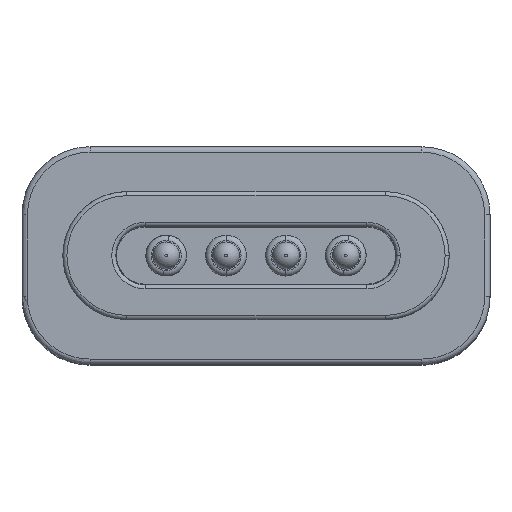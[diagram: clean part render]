
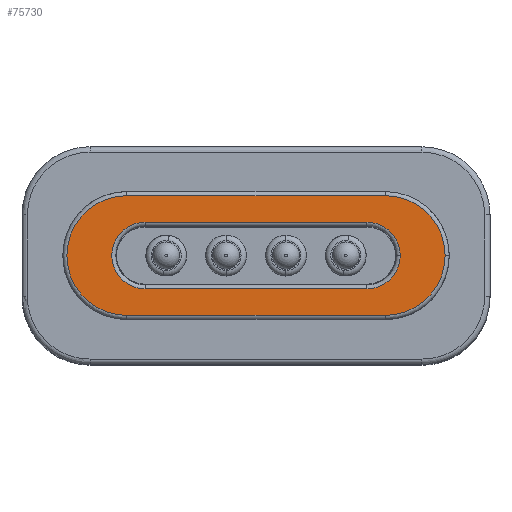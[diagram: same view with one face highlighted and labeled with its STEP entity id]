
A CAD part, top view. The second image highlights one B-rep face of the part: STEP entity #75730.
In plain terms, the highlighted planar face has unit normal (0, 0, 1).
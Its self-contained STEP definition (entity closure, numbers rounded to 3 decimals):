
#701 = LINE ( 'NONE', #55384, #22178 ) ;
#1553 = VERTEX_POINT ( 'NONE', #33862 ) ;
#3370 = ORIENTED_EDGE ( 'NONE', *, *, #117107, .T. ) ;
#3437 = DIRECTION ( 'NONE',  ( 0., 1., 0. ) ) ;
#5092 = DIRECTION ( 'NONE',  ( 1., 0., 0. ) ) ;
#7193 = VERTEX_POINT ( 'NONE', #16050 ) ;
#11970 = EDGE_CURVE ( 'NONE', #1553, #22018, #701, .T. ) ;
#12439 = DIRECTION ( 'NONE',  ( 0., -1., 0. ) ) ;
#15175 = CIRCLE ( 'NONE', #106913, 1.225 ) ;
#16050 = CARTESIAN_POINT ( 'NONE',  ( 5.3, 0., 2. ) ) ;
#17359 = VERTEX_POINT ( 'NONE', #76520 ) ;
#17850 = VERTEX_POINT ( 'NONE', #118983 ) ;
#18662 = AXIS2_PLACEMENT_3D ( 'NONE', #48997, #80393, #5092 ) ;
#20484 = EDGE_CURVE ( 'NONE', #116938, #17850, #46159, .T. ) ;
#20599 = DIRECTION ( 'NONE',  ( -1., 0., 0. ) ) ;
#20624 = AXIS2_PLACEMENT_3D ( 'NONE', #53567, #54250, #12439 ) ;
#22018 = VERTEX_POINT ( 'NONE', #63314 ) ;
#22178 = VECTOR ( 'NONE', #20599, 1000. ) ;
#23215 = EDGE_CURVE ( 'NONE', #74628, #7193, #56302, .T. ) ;
#24860 = EDGE_CURVE ( 'NONE', #7193, #1553, #15175, .T. ) ;
#27357 = CARTESIAN_POINT ( 'NONE',  ( -4.75, -2.2, 2. ) ) ;
#31492 = ORIENTED_EDGE ( 'NONE', *, *, #23215, .T. ) ;
#33566 = DIRECTION ( 'NONE',  ( 1., 0., 0. ) ) ;
#33862 = CARTESIAN_POINT ( 'NONE',  ( 4.075, -1.225, 2. ) ) ;
#33923 = DIRECTION ( 'NONE',  ( 0., 0., -1. ) ) ;
#34446 = AXIS2_PLACEMENT_3D ( 'NONE', #127542, #33923, #80332 ) ;
#39676 = ORIENTED_EDGE ( 'NONE', *, *, #20484, .T. ) ;
#43093 = DIRECTION ( 'NONE',  ( 1., 0., 0. ) ) ;
#44672 = CARTESIAN_POINT ( 'NONE',  ( -4.75, 0., 2. ) ) ;
#46159 = LINE ( 'NONE', #107652, #133961 ) ;
#48997 = CARTESIAN_POINT ( 'NONE',  ( 4.75, 0., 2. ) ) ;
#53567 = CARTESIAN_POINT ( 'NONE',  ( 4.75, 0., 2. ) ) ;
#53968 = CARTESIAN_POINT ( 'NONE',  ( -4.075, 1.225, 2. ) ) ;
#54250 = DIRECTION ( 'NONE',  ( 0., 0., 1. ) ) ;
#55384 = CARTESIAN_POINT ( 'NONE',  ( 4.075, -1.225, 2. ) ) ;
#55727 = DIRECTION ( 'NONE',  ( 1., 0., 0. ) ) ;
#56302 = CIRCLE ( 'NONE', #84562, 1.225 ) ;
#56699 = LINE ( 'NONE', #88822, #89644 ) ;
#59191 = CARTESIAN_POINT ( 'NONE',  ( 4.75, 2.2, 2. ) ) ;
#61558 = DIRECTION ( 'NONE',  ( 0., 0., -1. ) ) ;
#62531 = EDGE_CURVE ( 'NONE', #17850, #88628, #79678, .T. ) ;
#62985 = DIRECTION ( 'NONE',  ( 0., 1., 0. ) ) ;
#63314 = CARTESIAN_POINT ( 'NONE',  ( -4.075, -1.225, 2. ) ) ;
#64723 = ORIENTED_EDGE ( 'NONE', *, *, #24860, .T. ) ;
#67796 = AXIS2_PLACEMENT_3D ( 'NONE', #84192, #87609, #33566 ) ;
#73157 = ORIENTED_EDGE ( 'NONE', *, *, #11970, .T. ) ;
#73257 = DIRECTION ( 'NONE',  ( 0., 0., -1. ) ) ;
#74628 = VERTEX_POINT ( 'NONE', #112400 ) ;
#75730 = ADVANCED_FACE ( 'NONE', ( #123869, #113646 ), #125178, .T. ) ;
#76520 = CARTESIAN_POINT ( 'NONE',  ( -4.075, 1.225, 2. ) ) ;
#77725 = CIRCLE ( 'NONE', #18662, 2.2 ) ;
#78540 = DIRECTION ( 'NONE',  ( -1., 0., 0. ) ) ;
#79678 = CIRCLE ( 'NONE', #20624, 2.2 ) ;
#80332 = DIRECTION ( 'NONE',  ( 0., -1., 0. ) ) ;
#80393 = DIRECTION ( 'NONE',  ( 0., 0., 1. ) ) ;
#82146 = AXIS2_PLACEMENT_3D ( 'NONE', #44672, #118423, #3437 ) ;
#82909 = ORIENTED_EDGE ( 'NONE', *, *, #62531, .T. ) ;
#83333 = VERTEX_POINT ( 'NONE', #59191 ) ;
#84192 = CARTESIAN_POINT ( 'NONE',  ( 0., 0., 2. ) ) ;
#84401 = CIRCLE ( 'NONE', #82146, 2.2 ) ;
#84562 = AXIS2_PLACEMENT_3D ( 'NONE', #115543, #73257, #62985 ) ;
#84592 = VERTEX_POINT ( 'NONE', #98535 ) ;
#87609 = DIRECTION ( 'NONE',  ( 0., 0., 1. ) ) ;
#88628 = VERTEX_POINT ( 'NONE', #98682 ) ;
#88822 = CARTESIAN_POINT ( 'NONE',  ( 4.75, 2.2, 2. ) ) ;
#89631 = DIRECTION ( 'NONE',  ( 1., 0., 0. ) ) ;
#89644 = VECTOR ( 'NONE', #78540, 1000. ) ;
#91773 = ORIENTED_EDGE ( 'NONE', *, *, #115181, .T. ) ;
#98535 = CARTESIAN_POINT ( 'NONE',  ( -4.75, 2.2, 2. ) ) ;
#98682 = CARTESIAN_POINT ( 'NONE',  ( 6.95, 0., 2. ) ) ;
#101635 = ORIENTED_EDGE ( 'NONE', *, *, #101996, .T. ) ;
#101889 = CARTESIAN_POINT ( 'NONE',  ( 4.075, 0., 2. ) ) ;
#101996 = EDGE_CURVE ( 'NONE', #84592, #116938, #84401, .T. ) ;
#105040 = EDGE_LOOP ( 'NONE', ( #39676, #82909, #110464, #3370, #101635 ) ) ;
#106558 = LINE ( 'NONE', #53968, #121680 ) ;
#106913 = AXIS2_PLACEMENT_3D ( 'NONE', #101889, #61558, #89631 ) ;
#107652 = CARTESIAN_POINT ( 'NONE',  ( -4.75, -2.2, 2. ) ) ;
#108790 = EDGE_LOOP ( 'NONE', ( #131524, #91773, #31492, #64723, #73157 ) ) ;
#110464 = ORIENTED_EDGE ( 'NONE', *, *, #125703, .T. ) ;
#112400 = CARTESIAN_POINT ( 'NONE',  ( 4.075, 1.225, 2. ) ) ;
#113646 = FACE_OUTER_BOUND ( 'NONE', #105040, .T. ) ;
#115181 = EDGE_CURVE ( 'NONE', #17359, #74628, #106558, .T. ) ;
#115543 = CARTESIAN_POINT ( 'NONE',  ( 4.075, 0., 2. ) ) ;
#115617 = EDGE_CURVE ( 'NONE', #22018, #17359, #128306, .T. ) ;
#116938 = VERTEX_POINT ( 'NONE', #27357 ) ;
#117107 = EDGE_CURVE ( 'NONE', #83333, #84592, #56699, .T. ) ;
#118423 = DIRECTION ( 'NONE',  ( 0., 0., 1. ) ) ;
#118983 = CARTESIAN_POINT ( 'NONE',  ( 4.75, -2.2, 2. ) ) ;
#121680 = VECTOR ( 'NONE', #43093, 1000. ) ;
#123869 = FACE_BOUND ( 'NONE', #108790, .T. ) ;
#125178 = PLANE ( 'NONE',  #67796 ) ;
#125703 = EDGE_CURVE ( 'NONE', #88628, #83333, #77725, .T. ) ;
#127542 = CARTESIAN_POINT ( 'NONE',  ( -4.075, 0., 2. ) ) ;
#128306 = CIRCLE ( 'NONE', #34446, 1.225 ) ;
#131524 = ORIENTED_EDGE ( 'NONE', *, *, #115617, .T. ) ;
#133961 = VECTOR ( 'NONE', #55727, 1000. ) ;
